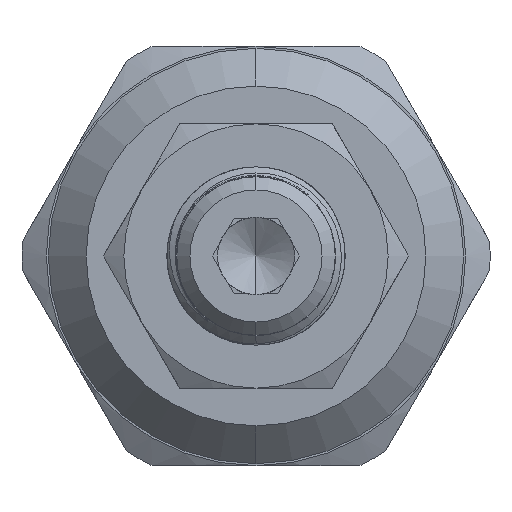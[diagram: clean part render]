
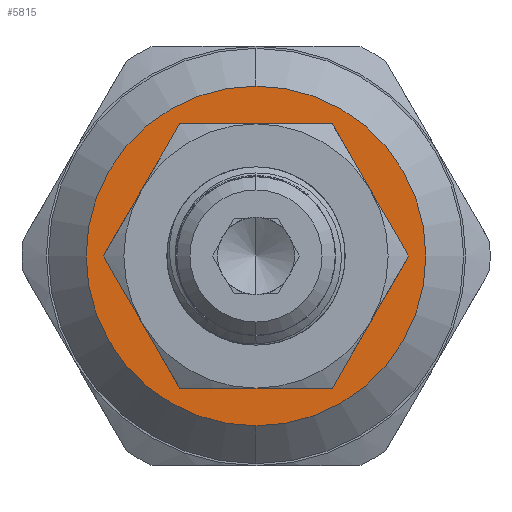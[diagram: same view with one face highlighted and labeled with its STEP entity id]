
A CAD part, left-side view. The second image highlights one B-rep face of the part: STEP entity #5815.
In plain terms, the highlighted planar face has unit normal (-1, 0, 0).
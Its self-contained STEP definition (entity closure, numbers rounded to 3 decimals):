
#140 = CARTESIAN_POINT ( 'NONE',  ( 0., 0., 0. ) ) ;
#141 = DIRECTION ( 'NONE',  ( 1., 0., 0. ) ) ;
#142 = DIRECTION ( 'NONE',  ( 0., 0., -1. ) ) ;
#143 = CARTESIAN_POINT ( 'NONE',  ( 0., 0., 0. ) ) ;
#144 = DIRECTION ( 'NONE',  ( 1., 0., 0. ) ) ;
#145 = DIRECTION ( 'NONE',  ( 0., 0., -1. ) ) ;
#147 = CARTESIAN_POINT ( 'NONE',  ( 0., 0., 0. ) ) ;
#148 = DIRECTION ( 'NONE',  ( -1., 0., 0. ) ) ;
#149 = DIRECTION ( 'NONE',  ( 0., 0., 1. ) ) ;
#152 = CARTESIAN_POINT ( 'NONE',  ( 0., 0., 0. ) ) ;
#153 = DIRECTION ( 'NONE',  ( 1., 0., 0. ) ) ;
#154 = DIRECTION ( 'NONE',  ( 0., 0., -1. ) ) ;
#296 = CARTESIAN_POINT ( 'NONE',  ( 0., 0., 0. ) ) ;
#297 = DIRECTION ( 'NONE',  ( -1., 0., 0. ) ) ;
#298 = DIRECTION ( 'NONE',  ( 0., 0., -1. ) ) ;
#1565 = ORIENTED_EDGE ( 'NONE', *, *, #6981, .T. ) ;
#1567 = ORIENTED_EDGE ( 'NONE', *, *, #6980, .T. ) ;
#1571 = ORIENTED_EDGE ( 'NONE', *, *, #6983, .T. ) ;
#1573 = ORIENTED_EDGE ( 'NONE', *, *, #7015, .T. ) ;
#1575 = ORIENTED_EDGE ( 'NONE', *, *, #7377, .T. ) ;
#1585 = ORIENTED_EDGE ( 'NONE', *, *, #6982, .F. ) ;
#1824 = ORIENTED_EDGE ( 'NONE', *, *, #7384, .T. ) ;
#1825 = ORIENTED_EDGE ( 'NONE', *, *, #7375, .T. ) ;
#2092 = EDGE_LOOP ( 'NONE', ( #1575, #1573 ) ) ;
#2106 = EDGE_LOOP ( 'NONE', ( #1824, #1825, #1567, #1565, #1585, #1571 ) ) ;
#4243 = CARTESIAN_POINT ( 'NONE',  ( 0., 0., 0. ) ) ;
#4244 = DIRECTION ( 'NONE',  ( 1., 0., 0. ) ) ;
#4245 = DIRECTION ( 'NONE',  ( 0., 0., -1. ) ) ;
#4290 = CARTESIAN_POINT ( 'NONE',  ( 0., 0., 0. ) ) ;
#4291 = DIRECTION ( 'NONE',  ( -1., 0., 0. ) ) ;
#4292 = DIRECTION ( 'NONE',  ( 0., 0., -1. ) ) ;
#4318 = CARTESIAN_POINT ( 'NONE',  ( 0., 0., 0. ) ) ;
#4319 = DIRECTION ( 'NONE',  ( 1., 0., 0. ) ) ;
#4320 = DIRECTION ( 'NONE',  ( 0., 0., -1. ) ) ;
#4540 = AXIS2_PLACEMENT_3D ( 'NONE', #4243, #4244, #4245 ) ;
#4541 = AXIS2_PLACEMENT_3D ( 'NONE', #4290, #4291, #4292 ) ;
#4546 = AXIS2_PLACEMENT_3D ( 'NONE', #4318, #4319, #4320 ) ;
#5815 = ADVANCED_FACE ( 'NONE', ( #8500, #8499 ), #13500, .F. ) ;
#6632 = VERTEX_POINT ( 'NONE', #13543 ) ;
#6874 = VERTEX_POINT ( 'NONE', #13651 ) ;
#6980 = EDGE_CURVE ( 'NONE', #8632, #8633, #10214, .T. ) ;
#6981 = EDGE_CURVE ( 'NONE', #8633, #8641, #10207, .T. ) ;
#6982 = EDGE_CURVE ( 'NONE', #8627, #8641, #10211, .T. ) ;
#6983 = EDGE_CURVE ( 'NONE', #8627, #8647, #10213, .T. ) ;
#7015 = EDGE_CURVE ( 'NONE', #7718, #6632, #10251, .T. ) ;
#7375 = EDGE_CURVE ( 'NONE', #6874, #8632, #10647, .T. ) ;
#7377 = EDGE_CURVE ( 'NONE', #6632, #7718, #10649, .T. ) ;
#7384 = EDGE_CURVE ( 'NONE', #8647, #6874, #10653, .T. ) ;
#7718 = VERTEX_POINT ( 'NONE', #9270 ) ;
#8499 = FACE_OUTER_BOUND ( 'NONE', #2092, .T. ) ;
#8500 = FACE_BOUND ( 'NONE', #2106, .T. ) ;
#8627 = VERTEX_POINT ( 'NONE', #9367 ) ;
#8632 = VERTEX_POINT ( 'NONE', #9372 ) ;
#8633 = VERTEX_POINT ( 'NONE', #9373 ) ;
#8641 = VERTEX_POINT ( 'NONE', #9381 ) ;
#8647 = VERTEX_POINT ( 'NONE', #9387 ) ;
#9270 = CARTESIAN_POINT ( 'NONE',  ( 0., 0., 9. ) ) ;
#9367 = CARTESIAN_POINT ( 'NONE',  ( 0., 0., 7. ) ) ;
#9372 = CARTESIAN_POINT ( 'NONE',  ( 0., 0., -7. ) ) ;
#9373 = CARTESIAN_POINT ( 'NONE',  ( 0., 6.062, -3.5 ) ) ;
#9381 = CARTESIAN_POINT ( 'NONE',  ( 0., 6.062, 3.5 ) ) ;
#9387 = CARTESIAN_POINT ( 'NONE',  ( 0., -6.062, 3.5 ) ) ;
#10207 = CIRCLE ( 'NONE', #12569, 7. ) ;
#10211 = CIRCLE ( 'NONE', #12570, 7. ) ;
#10213 = CIRCLE ( 'NONE', #12571, 7. ) ;
#10214 = CIRCLE ( 'NONE', #12568, 7. ) ;
#10251 = CIRCLE ( 'NONE', #12582, 9. ) ;
#10647 = CIRCLE ( 'NONE', #4540, 7. ) ;
#10649 = CIRCLE ( 'NONE', #4541, 9. ) ;
#10653 = CIRCLE ( 'NONE', #4546, 7. ) ;
#12547 = AXIS2_PLACEMENT_3D ( 'NONE', #13498, #13495, #13502 ) ;
#12568 = AXIS2_PLACEMENT_3D ( 'NONE', #140, #141, #142 ) ;
#12569 = AXIS2_PLACEMENT_3D ( 'NONE', #143, #144, #145 ) ;
#12570 = AXIS2_PLACEMENT_3D ( 'NONE', #147, #148, #149 ) ;
#12571 = AXIS2_PLACEMENT_3D ( 'NONE', #152, #153, #154 ) ;
#12582 = AXIS2_PLACEMENT_3D ( 'NONE', #296, #297, #298 ) ;
#13495 = DIRECTION ( 'NONE',  ( 1., 0., 0. ) ) ;
#13498 = CARTESIAN_POINT ( 'NONE',  ( 0., 0., 0. ) ) ;
#13500 = PLANE ( 'NONE',  #12547 ) ;
#13502 = DIRECTION ( 'NONE',  ( 0., 0., -1. ) ) ;
#13543 = CARTESIAN_POINT ( 'NONE',  ( 0., 0., -9. ) ) ;
#13651 = CARTESIAN_POINT ( 'NONE',  ( 0., -6.062, -3.5 ) ) ;
